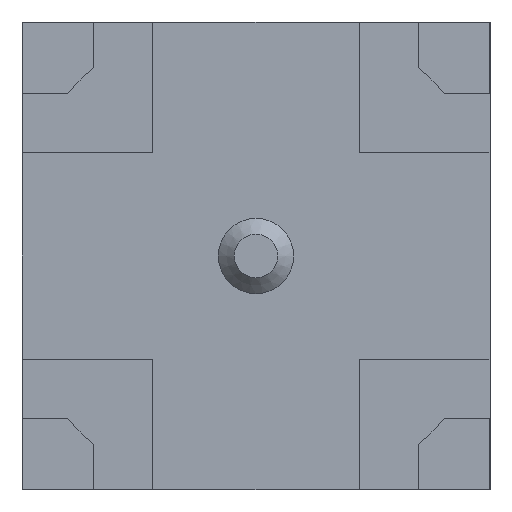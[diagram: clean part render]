
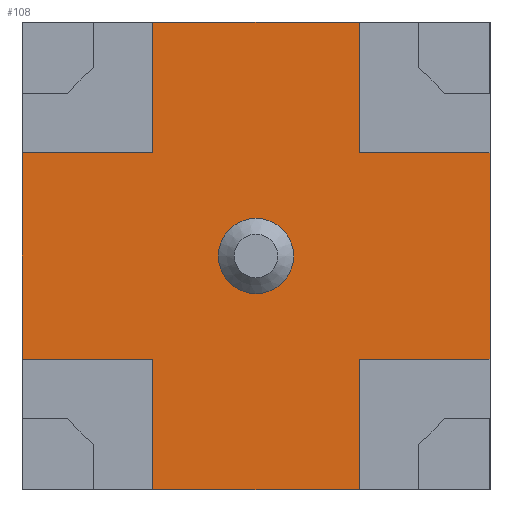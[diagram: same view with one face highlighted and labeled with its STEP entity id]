
A CAD part, left-side view. The second image highlights one B-rep face of the part: STEP entity #108.
In plain terms, the highlighted planar face has unit normal (-1, 0, 0).
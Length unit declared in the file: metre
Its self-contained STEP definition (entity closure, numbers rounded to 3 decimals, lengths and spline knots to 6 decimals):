
#108 = ADVANCED_FACE( '', ( #276, #277 ), #278, .F. );
#276 = FACE_OUTER_BOUND( '', #1216, .T. );
#277 = FACE_BOUND( '', #1217, .T. );
#278 = PLANE( '', #1218 );
#1216 = EDGE_LOOP( '', ( #1764, #1765, #1766, #1767, #1768, #1769, #1770, #1771, #1772, #1773, #1774, #1775 ) );
#1217 = EDGE_LOOP( '', ( #1776 ) );
#1218 = AXIS2_PLACEMENT_3D( '', #1777, #1778, #1779 );
#1764 = ORIENTED_EDGE( '', *, *, #1987, .F. );
#1765 = ORIENTED_EDGE( '', *, *, #1984, .T. );
#1766 = ORIENTED_EDGE( '', *, *, #2039, .F. );
#1767 = ORIENTED_EDGE( '', *, *, #2058, .F. );
#1768 = ORIENTED_EDGE( '', *, *, #2036, .T. );
#1769 = ORIENTED_EDGE( '', *, *, #2008, .F. );
#1770 = ORIENTED_EDGE( '', *, *, #2014, .F. );
#1771 = ORIENTED_EDGE( '', *, *, #2019, .T. );
#1772 = ORIENTED_EDGE( '', *, *, #1968, .F. );
#1773 = ORIENTED_EDGE( '', *, *, #1913, .F. );
#1774 = ORIENTED_EDGE( '', *, *, #2003, .T. );
#1775 = ORIENTED_EDGE( '', *, *, #2023, .F. );
#1776 = ORIENTED_EDGE( '', *, *, #2059, .F. );
#1777 = CARTESIAN_POINT( '', ( 0.004445, 0., 0. ) );
#1778 = DIRECTION( '', ( 1., 0., 0. ) );
#1779 = DIRECTION( '', ( 0., 1., 0. ) );
#1913 = EDGE_CURVE( '', #2090, #2092, #2093, .T. );
#1968 = EDGE_CURVE( '', #2092, #2194, #2198, .T. );
#1984 = EDGE_CURVE( '', #2219, #2224, #2226, .T. );
#1987 = EDGE_CURVE( '', #2219, #2229, #2230, .T. );
#2003 = EDGE_CURVE( '', #2090, #2254, #2256, .T. );
#2008 = EDGE_CURVE( '', #2264, #2259, #2266, .T. );
#2014 = EDGE_CURVE( '', #2274, #2264, #2276, .T. );
#2019 = EDGE_CURVE( '', #2274, #2194, #2282, .T. );
#2023 = EDGE_CURVE( '', #2229, #2254, #2287, .T. );
#2036 = EDGE_CURVE( '', #2305, #2259, #2309, .T. );
#2039 = EDGE_CURVE( '', #2312, #2224, #2314, .T. );
#2058 = EDGE_CURVE( '', #2305, #2312, #2341, .T. );
#2059 = EDGE_CURVE( '', #2342, #2342, #2343, .T. );
#2090 = VERTEX_POINT( '', #2421 );
#2092 = VERTEX_POINT( '', #2424 );
#2093 = LINE( '', #2425, #2426 );
#2194 = VERTEX_POINT( '', #2635 );
#2198 = LINE( '', #2641, #2642 );
#2219 = VERTEX_POINT( '', #2706 );
#2224 = VERTEX_POINT( '', #2713 );
#2226 = LINE( '', #2716, #2717 );
#2229 = VERTEX_POINT( '', #2720 );
#2230 = LINE( '', #2721, #2722 );
#2254 = VERTEX_POINT( '', #2785 );
#2256 = LINE( '', #2788, #2789 );
#2259 = VERTEX_POINT( '', #2792 );
#2264 = VERTEX_POINT( '', #2799 );
#2266 = LINE( '', #2802, #2803 );
#2274 = VERTEX_POINT( '', #2813 );
#2276 = LINE( '', #2816, #2817 );
#2282 = LINE( '', #2827, #2828 );
#2287 = LINE( '', #2834, #2835 );
#2305 = VERTEX_POINT( '', #2859 );
#2309 = LINE( '', #2865, #2866 );
#2312 = VERTEX_POINT( '', #2870 );
#2314 = LINE( '', #2873, #2874 );
#2341 = LINE( '', #2953, #2954 );
#2342 = VERTEX_POINT( '', #2955 );
#2343 = CIRCLE( '', #2956, 0.000483 );
#2421 = CARTESIAN_POINT( '', ( 0.004445, 0.002997, -0.001321 ) );
#2424 = CARTESIAN_POINT( '', ( 0.004445, 0.002997, 0.001321 ) );
#2425 = CARTESIAN_POINT( '', ( 0.004445, 0.002997, -0.001321 ) );
#2426 = VECTOR( '', #3003, 1. );
#2635 = CARTESIAN_POINT( '', ( 0.004445, 0.001321, 0.001321 ) );
#2641 = CARTESIAN_POINT( '', ( 0.004445, 0.002997, 0.001321 ) );
#2642 = VECTOR( '', #3108, 1. );
#2706 = CARTESIAN_POINT( '', ( 0.004445, -0.001321, -0.002997 ) );
#2713 = CARTESIAN_POINT( '', ( 0.004445, -0.001321, -0.001321 ) );
#2716 = CARTESIAN_POINT( '', ( 0.004445, -0.001321, -0.002997 ) );
#2717 = VECTOR( '', #3132, 1. );
#2720 = CARTESIAN_POINT( '', ( 0.004445, 0.001321, -0.002997 ) );
#2721 = CARTESIAN_POINT( '', ( 0.004445, -0.001321, -0.002997 ) );
#2722 = VECTOR( '', #3139, 1. );
#2785 = CARTESIAN_POINT( '', ( 0.004445, 0.001321, -0.001321 ) );
#2788 = CARTESIAN_POINT( '', ( 0.004445, 0.002997, -0.001321 ) );
#2789 = VECTOR( '', #3159, 1. );
#2792 = CARTESIAN_POINT( '', ( 0.004445, -0.001321, 0.001321 ) );
#2799 = CARTESIAN_POINT( '', ( 0.004445, -0.001321, 0.002997 ) );
#2802 = CARTESIAN_POINT( '', ( 0.004445, -0.001321, 0.002997 ) );
#2803 = VECTOR( '', #3166, 1. );
#2813 = CARTESIAN_POINT( '', ( 0.004445, 0.001321, 0.002997 ) );
#2816 = CARTESIAN_POINT( '', ( 0.004445, 0.001321, 0.002997 ) );
#2817 = VECTOR( '', #3176, 1. );
#2827 = CARTESIAN_POINT( '', ( 0.004445, 0.001321, 0.002997 ) );
#2828 = VECTOR( '', #3181, 1. );
#2834 = CARTESIAN_POINT( '', ( 0.004445, 0.001321, -0.002997 ) );
#2835 = VECTOR( '', #3189, 1. );
#2859 = CARTESIAN_POINT( '', ( 0.004445, -0.002997, 0.001321 ) );
#2865 = CARTESIAN_POINT( '', ( 0.004445, -0.002997, 0.001321 ) );
#2866 = VECTOR( '', #3210, 1. );
#2870 = CARTESIAN_POINT( '', ( 0.004445, -0.002997, -0.001321 ) );
#2873 = CARTESIAN_POINT( '', ( 0.004445, -0.002997, -0.001321 ) );
#2874 = VECTOR( '', #3213, 1. );
#2953 = CARTESIAN_POINT( '', ( 0.004445, -0.002997, 0.001321 ) );
#2954 = VECTOR( '', #3245, 1. );
#2955 = CARTESIAN_POINT( '', ( 0.004445, 0.000483, 0. ) );
#2956 = AXIS2_PLACEMENT_3D( '', #3246, #3247, #3248 );
#3003 = DIRECTION( '', ( 0., 0., 1. ) );
#3108 = DIRECTION( '', ( 0., -1., 0. ) );
#3132 = DIRECTION( '', ( 0., 0., 1. ) );
#3139 = DIRECTION( '', ( 0., 1., 0. ) );
#3159 = DIRECTION( '', ( 0., -1., 0. ) );
#3166 = DIRECTION( '', ( 0., 0., -1. ) );
#3176 = DIRECTION( '', ( 0., -1., 0. ) );
#3181 = DIRECTION( '', ( 0., 0., -1. ) );
#3189 = DIRECTION( '', ( 0., 0., 1. ) );
#3210 = DIRECTION( '', ( 0., 1., 0. ) );
#3213 = DIRECTION( '', ( 0., 1., 0. ) );
#3245 = DIRECTION( '', ( 0., 0., -1. ) );
#3246 = CARTESIAN_POINT( '', ( 0.004445, 0., 0. ) );
#3247 = DIRECTION( '', ( -1., 0., 0. ) );
#3248 = DIRECTION( '', ( 0., 1., 0. ) );
